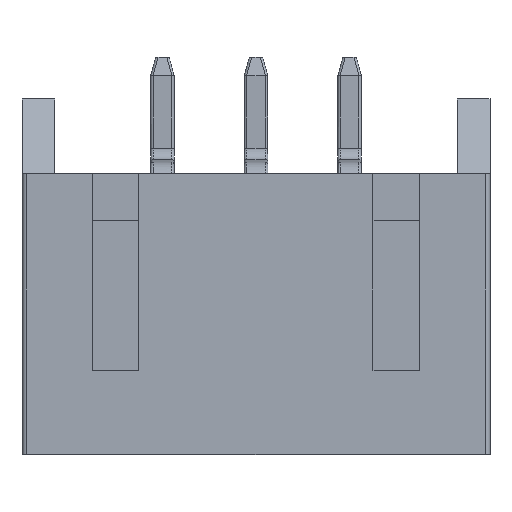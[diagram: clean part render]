
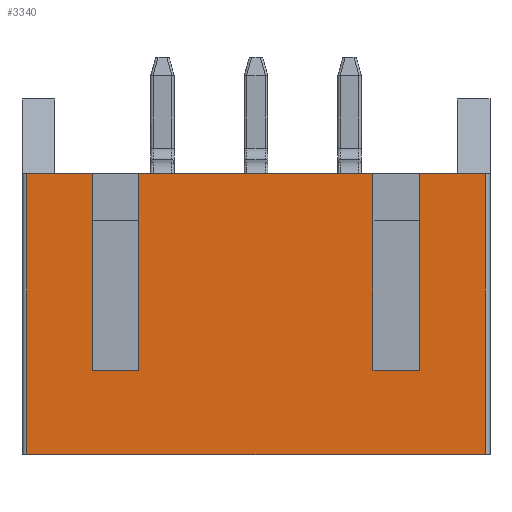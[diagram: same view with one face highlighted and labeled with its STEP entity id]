
A CAD part, top view. The second image highlights one B-rep face of the part: STEP entity #3340.
In plain terms, the highlighted planar face has unit normal (0, 0, 1).
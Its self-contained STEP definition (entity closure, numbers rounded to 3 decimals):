
#1065=CARTESIAN_POINT('',(4.9,-1.65,5.46));
#1066=VERTEX_POINT('',#1065);
#1074=CARTESIAN_POINT('',(-4.9,-1.65,5.46));
#1075=VERTEX_POINT('',#1074);
#1076=CARTESIAN_POINT('',(-4.9,-1.65,5.46));
#1077=DIRECTION('',(1.,-0.,0.));
#1078=VECTOR('',#1077,9.8);
#1079=LINE('',#1076,#1078);
#1080=EDGE_CURVE('NONE',#1075,#1066,#1079,.T.);
#2323=CARTESIAN_POINT('',(-4.9,4.35,5.46));
#2324=VERTEX_POINT('',#2323);
#2325=CARTESIAN_POINT('',(-4.9,4.35,5.46));
#2326=DIRECTION('',(-0.,-1.,-0.));
#2327=VECTOR('',#2326,6.);
#2328=LINE('',#2325,#2327);
#2329=EDGE_CURVE('',#2324,#1075,#2328,.T.);
#2355=CARTESIAN_POINT('',(-2.5,0.15,5.46));
#2356=VERTEX_POINT('',#2355);
#2363=CARTESIAN_POINT('',(-2.5,4.35,5.46));
#2364=VERTEX_POINT('',#2363);
#2365=CARTESIAN_POINT('',(-2.5,0.15,5.46));
#2366=DIRECTION('',(0.,1.,0.));
#2367=VECTOR('',#2366,4.2);
#2368=LINE('',#2365,#2367);
#2369=EDGE_CURVE('',#2356,#2364,#2368,.T.);
#2394=CARTESIAN_POINT('',(-3.5,0.15,5.46));
#2395=VERTEX_POINT('',#2394);
#2402=CARTESIAN_POINT('',(-3.5,0.15,5.46));
#2403=DIRECTION('',(1.,0.,-0.));
#2404=VECTOR('',#2403,1.);
#2405=LINE('',#2402,#2404);
#2406=EDGE_CURVE('NONE',#2395,#2356,#2405,.T.);
#2416=CARTESIAN_POINT('',(-3.5,4.35,5.46));
#2417=VERTEX_POINT('',#2416);
#2418=CARTESIAN_POINT('',(-3.5,0.15,5.46));
#2419=DIRECTION('',(0.,1.,0.));
#2420=VECTOR('',#2419,4.2);
#2421=LINE('',#2418,#2420);
#2422=EDGE_CURVE('',#2395,#2417,#2421,.T.);
#3086=CARTESIAN_POINT('',(2.5,4.35,5.46));
#3087=VERTEX_POINT('',#3086);
#3088=CARTESIAN_POINT('',(2.5,4.35,5.46));
#3089=DIRECTION('',(-1.,0.,0.));
#3090=VECTOR('',#3089,5.);
#3091=LINE('',#3088,#3090);
#3092=EDGE_CURVE('',#3087,#2364,#3091,.T.);
#3110=CARTESIAN_POINT('',(3.5,4.35,5.46));
#3111=VERTEX_POINT('',#3110);
#3118=CARTESIAN_POINT('',(4.9,4.35,5.46));
#3119=VERTEX_POINT('',#3118);
#3120=CARTESIAN_POINT('',(4.9,4.35,5.46));
#3121=DIRECTION('',(-1.,0.,0.));
#3122=VECTOR('',#3121,1.4);
#3123=LINE('',#3120,#3122);
#3124=EDGE_CURVE('NONE',#3119,#3111,#3123,.T.);
#3251=CARTESIAN_POINT('',(-3.5,4.35,5.46));
#3252=DIRECTION('',(-1.,0.,0.));
#3253=VECTOR('',#3252,1.4);
#3254=LINE('',#3251,#3253);
#3255=EDGE_CURVE('NONE',#2417,#2324,#3254,.T.);
#3297=CARTESIAN_POINT('',(0.,0.,5.46));
#3298=DIRECTION('',(0.,0.,1.));
#3299=DIRECTION('',(1.,0.,0.));
#3300=AXIS2_PLACEMENT_3D('',#3297,#3298,#3299);
#3301=PLANE('',#3300);
#3302=ORIENTED_EDGE('',*,*,#1080,.T.);
#3303=CARTESIAN_POINT('',(4.9,-1.65,5.46));
#3304=DIRECTION('',(0.,1.,0.));
#3305=VECTOR('',#3304,6.);
#3306=LINE('',#3303,#3305);
#3307=EDGE_CURVE('',#1066,#3119,#3306,.T.);
#3308=ORIENTED_EDGE('',*,*,#3307,.T.);
#3309=ORIENTED_EDGE('',*,*,#3124,.T.);
#3310=CARTESIAN_POINT('',(3.5,0.15,5.46));
#3311=VERTEX_POINT('',#3310);
#3312=CARTESIAN_POINT('',(3.5,0.15,5.46));
#3313=DIRECTION('',(0.,1.,0.));
#3314=VECTOR('',#3313,4.2);
#3315=LINE('',#3312,#3314);
#3316=EDGE_CURVE('',#3311,#3111,#3315,.T.);
#3317=ORIENTED_EDGE('',*,*,#3316,.F.);
#3318=CARTESIAN_POINT('',(2.5,0.15,5.46));
#3319=VERTEX_POINT('',#3318);
#3320=CARTESIAN_POINT('',(2.5,0.15,5.46));
#3321=DIRECTION('',(1.,0.,-0.));
#3322=VECTOR('',#3321,1.);
#3323=LINE('',#3320,#3322);
#3324=EDGE_CURVE('NONE',#3319,#3311,#3323,.T.);
#3325=ORIENTED_EDGE('',*,*,#3324,.F.);
#3326=CARTESIAN_POINT('',(2.5,0.15,5.46));
#3327=DIRECTION('',(0.,1.,0.));
#3328=VECTOR('',#3327,4.2);
#3329=LINE('',#3326,#3328);
#3330=EDGE_CURVE('',#3319,#3087,#3329,.T.);
#3331=ORIENTED_EDGE('',*,*,#3330,.T.);
#3332=ORIENTED_EDGE('',*,*,#3092,.T.);
#3333=ORIENTED_EDGE('',*,*,#2369,.F.);
#3334=ORIENTED_EDGE('',*,*,#2406,.F.);
#3335=ORIENTED_EDGE('',*,*,#2422,.T.);
#3336=ORIENTED_EDGE('',*,*,#3255,.T.);
#3337=ORIENTED_EDGE('',*,*,#2329,.T.);
#3338=EDGE_LOOP('',(#3302,#3308,#3309,#3317,#3325,#3331,#3332,#3333,#3334,#3335,#3336,#3337));
#3339=FACE_BOUND('',#3338,.T.);
#3340=ADVANCED_FACE('',(#3339),#3301,.T.);
